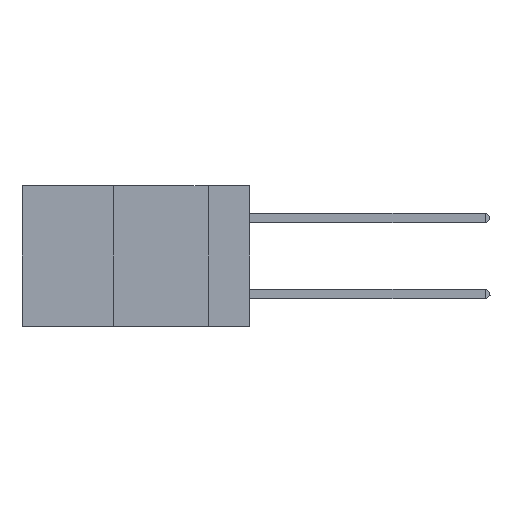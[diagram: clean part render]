
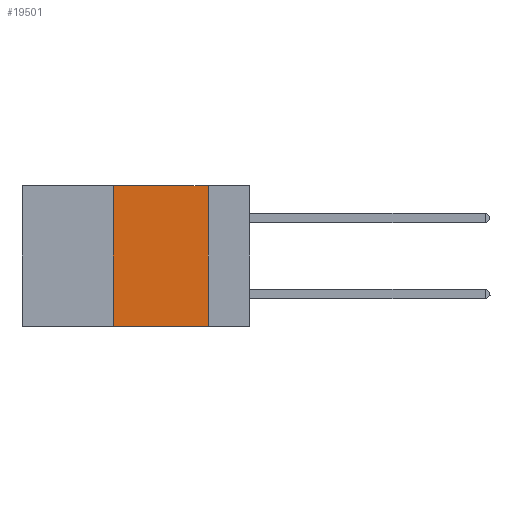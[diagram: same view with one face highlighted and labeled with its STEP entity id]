
A CAD part, left-side view. The second image highlights one B-rep face of the part: STEP entity #19501.
In plain terms, the highlighted planar face has unit normal (-1, 0, 0).
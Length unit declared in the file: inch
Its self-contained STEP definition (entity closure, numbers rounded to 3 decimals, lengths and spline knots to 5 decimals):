
#133 = ORIENTED_EDGE ( 'NONE', *, *, #14228, .F. ) ;
#646 = PLANE ( 'NONE',  #19127 ) ;
#694 = VERTEX_POINT ( 'NONE', #7181 ) ;
#1657 = LINE ( 'NONE', #18829, #21364 ) ;
#1974 = CARTESIAN_POINT ( 'NONE',  ( 0., 0.6, -0.37 ) ) ;
#2142 = EDGE_LOOP ( 'NONE', ( #12690, #133, #20903, #15923 ) ) ;
#2505 = EDGE_CURVE ( 'NONE', #3679, #9877, #1657, .T. ) ;
#3381 = DIRECTION ( 'NONE',  ( 0., -1., 0. ) ) ;
#3599 = CARTESIAN_POINT ( 'NONE',  ( 0., 0.36, -0.37 ) ) ;
#3679 = VERTEX_POINT ( 'NONE', #3599 ) ;
#4270 = VERTEX_POINT ( 'NONE', #15202 ) ;
#4273 = LINE ( 'NONE', #1974, #19454 ) ;
#4961 = VECTOR ( 'NONE', #17355, 39.37008 ) ;
#5453 = CARTESIAN_POINT ( 'NONE',  ( 0., 0.6, 0. ) ) ;
#5884 = DIRECTION ( 'NONE',  ( 1., 0., 0. ) ) ;
#6010 = LINE ( 'NONE', #5453, #4961 ) ;
#6713 = VECTOR ( 'NONE', #9897, 39.37008 ) ;
#7181 = CARTESIAN_POINT ( 'NONE',  ( 0., 0.11, 0. ) ) ;
#7589 = EDGE_CURVE ( 'NONE', #694, #4270, #8862, .T. ) ;
#8862 = LINE ( 'NONE', #17654, #6713 ) ;
#9877 = VERTEX_POINT ( 'NONE', #15538 ) ;
#9897 = DIRECTION ( 'NONE',  ( 0., 0., -1. ) ) ;
#10247 = FACE_OUTER_BOUND ( 'NONE', #2142, .T. ) ;
#10878 = DIRECTION ( 'NONE',  ( 0., 0., -1. ) ) ;
#12690 = ORIENTED_EDGE ( 'NONE', *, *, #7589, .F. ) ;
#14228 = EDGE_CURVE ( 'NONE', #9877, #694, #6010, .T. ) ;
#15202 = CARTESIAN_POINT ( 'NONE',  ( 0., 0.11, -0.37 ) ) ;
#15538 = CARTESIAN_POINT ( 'NONE',  ( 0., 0.36, 0. ) ) ;
#15923 = ORIENTED_EDGE ( 'NONE', *, *, #16614, .T. ) ;
#16115 = DIRECTION ( 'NONE',  ( 0., 0., 1. ) ) ;
#16614 = EDGE_CURVE ( 'NONE', #3679, #4270, #4273, .T. ) ;
#17355 = DIRECTION ( 'NONE',  ( 0., -1., 0. ) ) ;
#17654 = CARTESIAN_POINT ( 'NONE',  ( 0., 0.11, 0. ) ) ;
#17664 = CARTESIAN_POINT ( 'NONE',  ( 0., 0.6, 0. ) ) ;
#18829 = CARTESIAN_POINT ( 'NONE',  ( 0., 0.36, 0. ) ) ;
#19127 = AXIS2_PLACEMENT_3D ( 'NONE', #17664, #5884, #10878 ) ;
#19454 = VECTOR ( 'NONE', #3381, 39.37008 ) ;
#19501 = ADVANCED_FACE ( 'NONE', ( #10247 ), #646, .F. ) ;
#20903 = ORIENTED_EDGE ( 'NONE', *, *, #2505, .F. ) ;
#21364 = VECTOR ( 'NONE', #16115, 39.37008 ) ;
